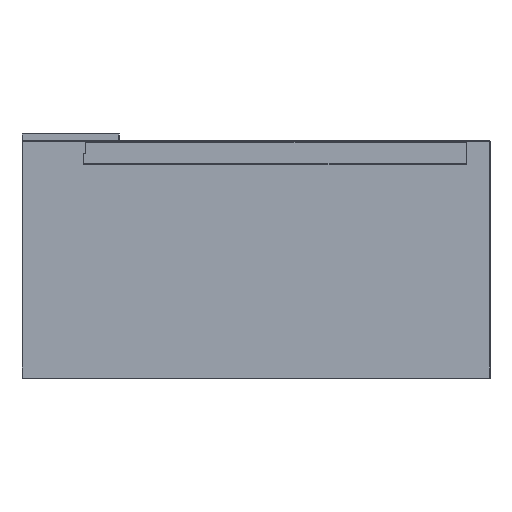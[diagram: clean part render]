
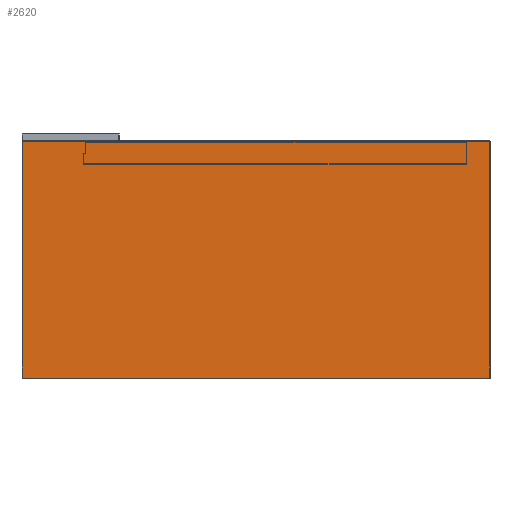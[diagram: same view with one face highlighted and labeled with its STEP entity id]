
A CAD part, left-side view. The second image highlights one B-rep face of the part: STEP entity #2620.
In plain terms, the highlighted planar face has unit normal (-1, 0, 0).
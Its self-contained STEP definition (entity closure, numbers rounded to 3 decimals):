
#965 = CARTESIAN_POINT ( 'NONE',  ( -990., 1300., -659. ) ) ;
#1158 = CARTESIAN_POINT ( 'NONE',  ( -990., 1300., -1. ) ) ;
#1753 = AXIS2_PLACEMENT_3D ( 'NONE', #2627, #4664, #4802 ) ;
#1770 = VERTEX_POINT ( 'NONE', #2598 ) ;
#1873 = EDGE_CURVE ( 'NONE', #1770, #8231, #5586, .T. ) ;
#2064 = ORIENTED_EDGE ( 'NONE', *, *, #4075, .T. ) ;
#2250 = VECTOR ( 'NONE', #4116, 1000. ) ;
#2252 = EDGE_LOOP ( 'NONE', ( #4240, #8500, #4143, #2064 ) ) ;
#2577 = EDGE_CURVE ( 'NONE', #7552, #1770, #6227, .T. ) ;
#2598 = CARTESIAN_POINT ( 'NONE',  ( -990., 1299., -1. ) ) ;
#2620 = ADVANCED_FACE ( 'Fl�che5', ( #5513 ), #7599, .F. ) ;
#2627 = CARTESIAN_POINT ( 'NONE',  ( -990., 1300., -100. ) ) ;
#2674 = VERTEX_POINT ( 'NONE', #6752 ) ;
#3411 = CARTESIAN_POINT ( 'NONE',  ( -990., 1299., -100. ) ) ;
#3665 = LINE ( 'NONE', #965, #4995 ) ;
#3849 = DIRECTION ( 'NONE',  ( 0., -1., 0. ) ) ;
#4075 = EDGE_CURVE ( 'NONE', #8231, #2674, #3665, .T. ) ;
#4116 = DIRECTION ( 'NONE',  ( 0., 0., -1. ) ) ;
#4143 = ORIENTED_EDGE ( 'NONE', *, *, #1873, .T. ) ;
#4240 = ORIENTED_EDGE ( 'NONE', *, *, #7918, .T. ) ;
#4664 = DIRECTION ( 'NONE',  ( 1., 0., 0. ) ) ;
#4759 = DIRECTION ( 'NONE',  ( 0., 1., 0. ) ) ;
#4802 = DIRECTION ( 'NONE',  ( 0., 0., -1. ) ) ;
#4978 = CARTESIAN_POINT ( 'NONE',  ( -990., 1., -1. ) ) ;
#4995 = VECTOR ( 'NONE', #3849, 1000. ) ;
#5513 = FACE_OUTER_BOUND ( 'NONE', #2252, .T. ) ;
#5586 = LINE ( 'NONE', #3411, #2250 ) ;
#6227 = LINE ( 'NONE', #1158, #6751 ) ;
#6751 = VECTOR ( 'NONE', #4759, 1000. ) ;
#6752 = CARTESIAN_POINT ( 'NONE',  ( -990., 1., -659. ) ) ;
#6813 = CARTESIAN_POINT ( 'NONE',  ( -990., 1299., -659. ) ) ;
#7017 = CARTESIAN_POINT ( 'NONE',  ( -990., 1., 0. ) ) ;
#7552 = VERTEX_POINT ( 'NONE', #4978 ) ;
#7599 = PLANE ( 'NONE',  #1753 ) ;
#7725 = LINE ( 'NONE', #7017, #8363 ) ;
#7918 = EDGE_CURVE ( 'NONE', #2674, #7552, #7725, .T. ) ;
#8231 = VERTEX_POINT ( 'NONE', #6813 ) ;
#8363 = VECTOR ( 'NONE', #8384, 1000. ) ;
#8384 = DIRECTION ( 'NONE',  ( 0., 0., 1. ) ) ;
#8500 = ORIENTED_EDGE ( 'NONE', *, *, #2577, .T. ) ;
